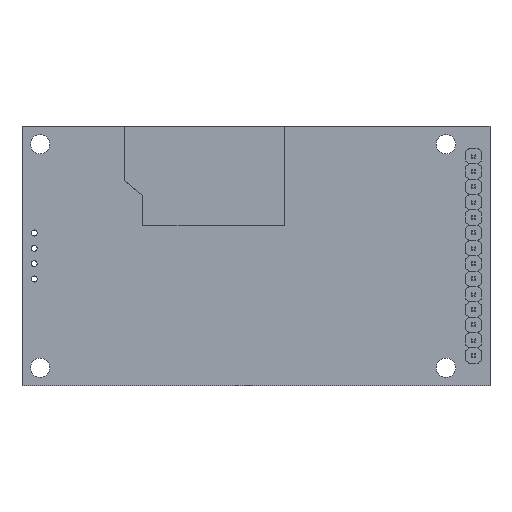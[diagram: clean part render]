
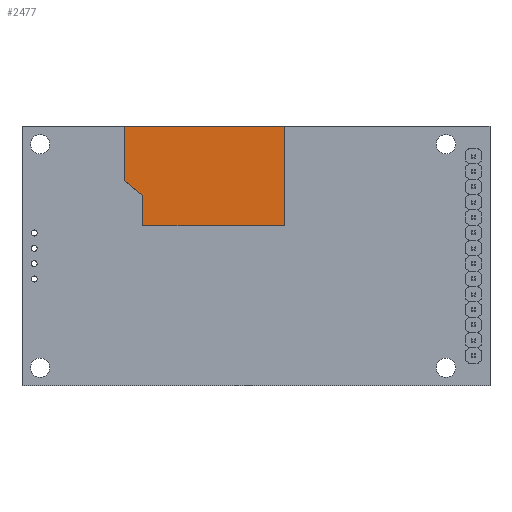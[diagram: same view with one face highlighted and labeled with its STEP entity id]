
A CAD part, top view. The second image highlights one B-rep face of the part: STEP entity #2477.
In plain terms, the highlighted planar face has unit normal (0, 0, 1).
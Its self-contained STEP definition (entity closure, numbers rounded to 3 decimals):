
#313 = PLANE('',#314);
#314 = AXIS2_PLACEMENT_3D('',#315,#316,#317);
#315 = CARTESIAN_POINT('',(43.5,0.,1.7));
#316 = DIRECTION('',(0.,-1.,0.));
#317 = DIRECTION('',(-1.,0.,0.));
#729 = PLANE('',#730);
#730 = AXIS2_PLACEMENT_3D('',#731,#732,#733);
#731 = CARTESIAN_POINT('',(43.5,-16.5,1.7));
#732 = DIRECTION('',(-1.,0.,0.));
#733 = DIRECTION('',(0.,1.,0.));
#757 = PLANE('',#758);
#758 = AXIS2_PLACEMENT_3D('',#759,#760,#761);
#759 = CARTESIAN_POINT('',(20.,-16.5,1.7));
#760 = DIRECTION('',(0.,1.,0.));
#761 = DIRECTION('',(1.,0.,0.));
#785 = PLANE('',#786);
#786 = AXIS2_PLACEMENT_3D('',#787,#788,#789);
#787 = CARTESIAN_POINT('',(20.,-11.5,1.7));
#788 = DIRECTION('',(1.,0.,0.));
#789 = DIRECTION('',(0.,-1.,0.));
#813 = PLANE('',#814);
#814 = AXIS2_PLACEMENT_3D('',#815,#816,#817);
#815 = CARTESIAN_POINT('',(17.,-9.,1.7));
#816 = DIRECTION('',(0.64,0.768,0.));
#817 = DIRECTION('',(0.768,-0.64,0.));
#839 = PLANE('',#840);
#840 = AXIS2_PLACEMENT_3D('',#841,#842,#843);
#841 = CARTESIAN_POINT('',(17.,0.,1.7));
#842 = DIRECTION('',(1.,0.,0.));
#843 = DIRECTION('',(0.,-1.,0.));
#1371 = VERTEX_POINT('',#1372);
#1372 = CARTESIAN_POINT('',(43.5,0.,4.7));
#1393 = EDGE_CURVE('',#1371,#1394,#1396,.T.);
#1394 = VERTEX_POINT('',#1395);
#1395 = CARTESIAN_POINT('',(17.,0.,4.7));
#1396 = SURFACE_CURVE('',#1397,(#1401,#1408),.PCURVE_S1.);
#1397 = LINE('',#1398,#1399);
#1398 = CARTESIAN_POINT('',(43.5,0.,4.7));
#1399 = VECTOR('',#1400,1.);
#1400 = DIRECTION('',(-1.,0.,0.));
#1401 = PCURVE('',#313,#1402);
#1402 = DEFINITIONAL_REPRESENTATION('',(#1403),#1407);
#1403 = LINE('',#1404,#1405);
#1404 = CARTESIAN_POINT('',(0.,-3.));
#1405 = VECTOR('',#1406,1.);
#1406 = DIRECTION('',(1.,0.));
#1407 = ( GEOMETRIC_REPRESENTATION_CONTEXT(2) 
PARAMETRIC_REPRESENTATION_CONTEXT() REPRESENTATION_CONTEXT('2D SPACE',''
  ) );
#1408 = PCURVE('',#1409,#1414);
#1409 = PLANE('',#1410);
#1410 = AXIS2_PLACEMENT_3D('',#1411,#1412,#1413);
#1411 = CARTESIAN_POINT('',(17.,0.,4.7));
#1412 = DIRECTION('',(0.,0.,-1.));
#1413 = DIRECTION('',(-1.,0.,0.));
#1414 = DEFINITIONAL_REPRESENTATION('',(#1415),#1419);
#1415 = LINE('',#1416,#1417);
#1416 = CARTESIAN_POINT('',(-26.5,0.));
#1417 = VECTOR('',#1418,1.);
#1418 = DIRECTION('',(1.,0.));
#1419 = ( GEOMETRIC_REPRESENTATION_CONTEXT(2) 
PARAMETRIC_REPRESENTATION_CONTEXT() REPRESENTATION_CONTEXT('2D SPACE',''
  ) );
#1862 = EDGE_CURVE('',#1394,#1863,#1865,.T.);
#1863 = VERTEX_POINT('',#1864);
#1864 = CARTESIAN_POINT('',(17.,-9.,4.7));
#1865 = SURFACE_CURVE('',#1866,(#1870,#1877),.PCURVE_S1.);
#1866 = LINE('',#1867,#1868);
#1867 = CARTESIAN_POINT('',(17.,0.,4.7));
#1868 = VECTOR('',#1869,1.);
#1869 = DIRECTION('',(0.,-1.,0.));
#1870 = PCURVE('',#839,#1871);
#1871 = DEFINITIONAL_REPRESENTATION('',(#1872),#1876);
#1872 = LINE('',#1873,#1874);
#1873 = CARTESIAN_POINT('',(0.,-3.));
#1874 = VECTOR('',#1875,1.);
#1875 = DIRECTION('',(1.,0.));
#1876 = ( GEOMETRIC_REPRESENTATION_CONTEXT(2) 
PARAMETRIC_REPRESENTATION_CONTEXT() REPRESENTATION_CONTEXT('2D SPACE',''
  ) );
#1877 = PCURVE('',#1409,#1878);
#1878 = DEFINITIONAL_REPRESENTATION('',(#1879),#1883);
#1879 = LINE('',#1880,#1881);
#1880 = CARTESIAN_POINT('',(0.,0.));
#1881 = VECTOR('',#1882,1.);
#1882 = DIRECTION('',(0.,-1.));
#1883 = ( GEOMETRIC_REPRESENTATION_CONTEXT(2) 
PARAMETRIC_REPRESENTATION_CONTEXT() REPRESENTATION_CONTEXT('2D SPACE',''
  ) );
#1912 = EDGE_CURVE('',#1863,#1913,#1915,.T.);
#1913 = VERTEX_POINT('',#1914);
#1914 = CARTESIAN_POINT('',(20.,-11.5,4.7));
#1915 = SURFACE_CURVE('',#1916,(#1920,#1927),.PCURVE_S1.);
#1916 = LINE('',#1917,#1918);
#1917 = CARTESIAN_POINT('',(17.,-9.,4.7));
#1918 = VECTOR('',#1919,1.);
#1919 = DIRECTION('',(0.768,-0.64,0.));
#1920 = PCURVE('',#813,#1921);
#1921 = DEFINITIONAL_REPRESENTATION('',(#1922),#1926);
#1922 = LINE('',#1923,#1924);
#1923 = CARTESIAN_POINT('',(0.,-3.));
#1924 = VECTOR('',#1925,1.);
#1925 = DIRECTION('',(1.,0.));
#1926 = ( GEOMETRIC_REPRESENTATION_CONTEXT(2) 
PARAMETRIC_REPRESENTATION_CONTEXT() REPRESENTATION_CONTEXT('2D SPACE',''
  ) );
#1927 = PCURVE('',#1409,#1928);
#1928 = DEFINITIONAL_REPRESENTATION('',(#1929),#1933);
#1929 = LINE('',#1930,#1931);
#1930 = CARTESIAN_POINT('',(0.,-9.));
#1931 = VECTOR('',#1932,1.);
#1932 = DIRECTION('',(-0.768,-0.64));
#1933 = ( GEOMETRIC_REPRESENTATION_CONTEXT(2) 
PARAMETRIC_REPRESENTATION_CONTEXT() REPRESENTATION_CONTEXT('2D SPACE',''
  ) );
#2156 = EDGE_CURVE('',#1913,#2157,#2159,.T.);
#2157 = VERTEX_POINT('',#2158);
#2158 = CARTESIAN_POINT('',(20.,-16.5,4.7));
#2159 = SURFACE_CURVE('',#2160,(#2164,#2171),.PCURVE_S1.);
#2160 = LINE('',#2161,#2162);
#2161 = CARTESIAN_POINT('',(20.,-11.5,4.7));
#2162 = VECTOR('',#2163,1.);
#2163 = DIRECTION('',(0.,-1.,0.));
#2164 = PCURVE('',#785,#2165);
#2165 = DEFINITIONAL_REPRESENTATION('',(#2166),#2170);
#2166 = LINE('',#2167,#2168);
#2167 = CARTESIAN_POINT('',(0.,-3.));
#2168 = VECTOR('',#2169,1.);
#2169 = DIRECTION('',(1.,0.));
#2170 = ( GEOMETRIC_REPRESENTATION_CONTEXT(2) 
PARAMETRIC_REPRESENTATION_CONTEXT() REPRESENTATION_CONTEXT('2D SPACE',''
  ) );
#2171 = PCURVE('',#1409,#2172);
#2172 = DEFINITIONAL_REPRESENTATION('',(#2173),#2177);
#2173 = LINE('',#2174,#2175);
#2174 = CARTESIAN_POINT('',(-3.,-11.5));
#2175 = VECTOR('',#2176,1.);
#2176 = DIRECTION('',(0.,-1.));
#2177 = ( GEOMETRIC_REPRESENTATION_CONTEXT(2) 
PARAMETRIC_REPRESENTATION_CONTEXT() REPRESENTATION_CONTEXT('2D SPACE',''
  ) );
#2204 = EDGE_CURVE('',#2157,#2205,#2207,.T.);
#2205 = VERTEX_POINT('',#2206);
#2206 = CARTESIAN_POINT('',(43.5,-16.5,4.7));
#2207 = SURFACE_CURVE('',#2208,(#2212,#2219),.PCURVE_S1.);
#2208 = LINE('',#2209,#2210);
#2209 = CARTESIAN_POINT('',(20.,-16.5,4.7));
#2210 = VECTOR('',#2211,1.);
#2211 = DIRECTION('',(1.,0.,0.));
#2212 = PCURVE('',#757,#2213);
#2213 = DEFINITIONAL_REPRESENTATION('',(#2214),#2218);
#2214 = LINE('',#2215,#2216);
#2215 = CARTESIAN_POINT('',(0.,-3.));
#2216 = VECTOR('',#2217,1.);
#2217 = DIRECTION('',(1.,0.));
#2218 = ( GEOMETRIC_REPRESENTATION_CONTEXT(2) 
PARAMETRIC_REPRESENTATION_CONTEXT() REPRESENTATION_CONTEXT('2D SPACE',''
  ) );
#2219 = PCURVE('',#1409,#2220);
#2220 = DEFINITIONAL_REPRESENTATION('',(#2221),#2225);
#2221 = LINE('',#2222,#2223);
#2222 = CARTESIAN_POINT('',(-3.,-16.5));
#2223 = VECTOR('',#2224,1.);
#2224 = DIRECTION('',(-1.,0.));
#2225 = ( GEOMETRIC_REPRESENTATION_CONTEXT(2) 
PARAMETRIC_REPRESENTATION_CONTEXT() REPRESENTATION_CONTEXT('2D SPACE',''
  ) );
#2253 = EDGE_CURVE('',#2205,#1371,#2254,.T.);
#2254 = SURFACE_CURVE('',#2255,(#2259,#2266),.PCURVE_S1.);
#2255 = LINE('',#2256,#2257);
#2256 = CARTESIAN_POINT('',(43.5,-16.5,4.7));
#2257 = VECTOR('',#2258,1.);
#2258 = DIRECTION('',(0.,1.,0.));
#2259 = PCURVE('',#729,#2260);
#2260 = DEFINITIONAL_REPRESENTATION('',(#2261),#2265);
#2261 = LINE('',#2262,#2263);
#2262 = CARTESIAN_POINT('',(0.,-3.));
#2263 = VECTOR('',#2264,1.);
#2264 = DIRECTION('',(1.,0.));
#2265 = ( GEOMETRIC_REPRESENTATION_CONTEXT(2) 
PARAMETRIC_REPRESENTATION_CONTEXT() REPRESENTATION_CONTEXT('2D SPACE',''
  ) );
#2266 = PCURVE('',#1409,#2267);
#2267 = DEFINITIONAL_REPRESENTATION('',(#2268),#2272);
#2268 = LINE('',#2269,#2270);
#2269 = CARTESIAN_POINT('',(-26.5,-16.5));
#2270 = VECTOR('',#2271,1.);
#2271 = DIRECTION('',(0.,1.));
#2272 = ( GEOMETRIC_REPRESENTATION_CONTEXT(2) 
PARAMETRIC_REPRESENTATION_CONTEXT() REPRESENTATION_CONTEXT('2D SPACE',''
  ) );
#2477 = ADVANCED_FACE('',(#2478),#1409,.F.);
#2478 = FACE_BOUND('',#2479,.T.);
#2479 = EDGE_LOOP('',(#2480,#2481,#2482,#2483,#2484,#2485));
#2480 = ORIENTED_EDGE('',*,*,#1862,.T.);
#2481 = ORIENTED_EDGE('',*,*,#1912,.T.);
#2482 = ORIENTED_EDGE('',*,*,#2156,.T.);
#2483 = ORIENTED_EDGE('',*,*,#2204,.T.);
#2484 = ORIENTED_EDGE('',*,*,#2253,.T.);
#2485 = ORIENTED_EDGE('',*,*,#1393,.T.);
